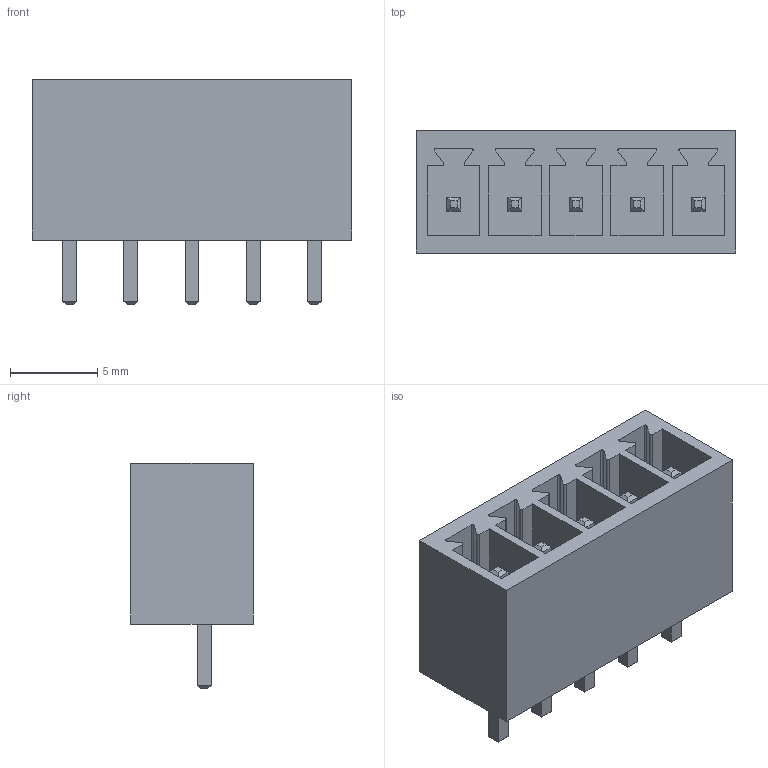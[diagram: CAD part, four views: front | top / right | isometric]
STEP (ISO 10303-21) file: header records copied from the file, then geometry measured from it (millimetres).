
FILE_DESCRIPTION( ( 'Unknown' ), '1' );
FILE_NAME( 'TerminalBlock_China_Pluggable_1x05_P3.50mm_Vertical.step', 'Unknown', ( 'Unknown' ), ( 'Unknown' ), 'PSStep 15.0.49', 'Unknown', ' ' );
FILE_SCHEMA( ( 'AUTOMOTIVE_DESIGN { 1 0 10303 214 1 1 1 1 }' ) );
Length unit declared in the file: millimetre
Products named in the file (1): 1
Bounding box: 18.3 x 7 x 12.9 mm (x, y, z)
Volume: 729.5 mm3; surface area: 1473.7 mm2
Topology: 1 solids, 1 shells, 161 faces, 392 edges, 248 vertices
Faces by surface type: plane 141, cylinder 20
Entity records: 5910 total; most frequent: CARTESIAN_POINT 802, ORIENTED_EDGE 784, DIRECTION 756, EDGE_CURVE 392, LINE 352, VECTOR 352, VERTEX_POINT 248, AXIS2_PLACEMENT_3D 202
